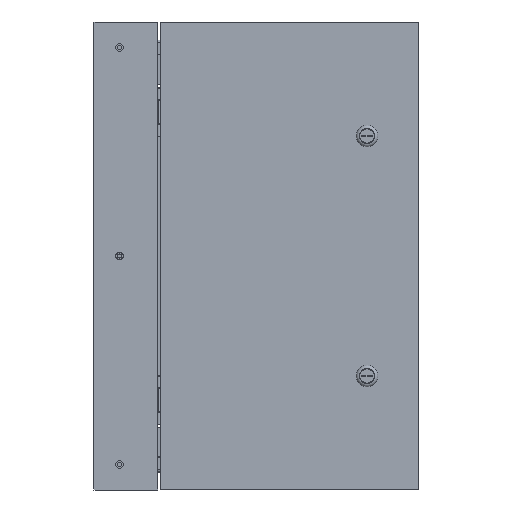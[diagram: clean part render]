
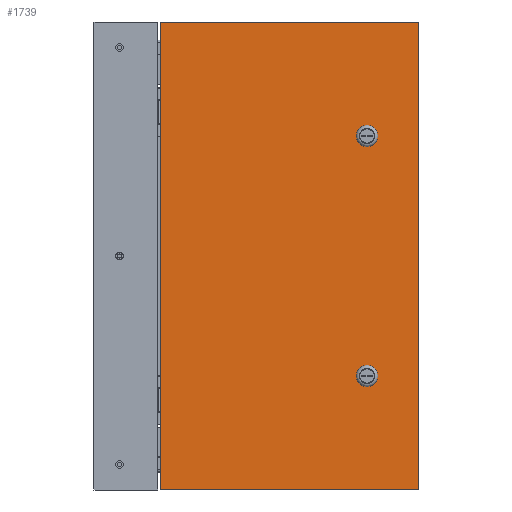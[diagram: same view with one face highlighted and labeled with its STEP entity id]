
A CAD part, front view. The second image highlights one B-rep face of the part: STEP entity #1739.
In plain terms, the highlighted planar face has unit normal (0, -1, 0).
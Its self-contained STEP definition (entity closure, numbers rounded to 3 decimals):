
#1739 = ADVANCED_FACE( '', ( #3509, #3510, #3511 ), #3512, .T. );
#3509 = FACE_BOUND( '', #22744, .T. );
#3510 = FACE_BOUND( '', #22745, .T. );
#3511 = FACE_OUTER_BOUND( '', #22746, .T. );
#3512 = PLANE( '', #22747 );
#22744 = EDGE_LOOP( '', ( #36642, #36643, #36644, #36645 ) );
#22745 = EDGE_LOOP( '', ( #36646, #36647, #36648, #36649 ) );
#22746 = EDGE_LOOP( '', ( #36650, #36651, #36652, #36653 ) );
#22747 = AXIS2_PLACEMENT_3D( '', #36654, #36655, #36656 );
#36642 = ORIENTED_EDGE( '', *, *, #39880, .F. );
#36643 = ORIENTED_EDGE( '', *, *, #39130, .F. );
#36644 = ORIENTED_EDGE( '', *, *, #38739, .F. );
#36645 = ORIENTED_EDGE( '', *, *, #39881, .F. );
#36646 = ORIENTED_EDGE( '', *, *, #39000, .F. );
#36647 = ORIENTED_EDGE( '', *, *, #39265, .F. );
#36648 = ORIENTED_EDGE( '', *, *, #38320, .F. );
#36649 = ORIENTED_EDGE( '', *, *, #38417, .F. );
#36650 = ORIENTED_EDGE( '', *, *, #39622, .T. );
#36651 = ORIENTED_EDGE( '', *, *, #39676, .T. );
#36652 = ORIENTED_EDGE( '', *, *, #39882, .T. );
#36653 = ORIENTED_EDGE( '', *, *, #39234, .T. );
#36654 = CARTESIAN_POINT( '', ( 0., 0., 0. ) );
#36655 = DIRECTION( '', ( 0., -1., 0. ) );
#36656 = DIRECTION( '', ( 0., 0., -1. ) );
#38320 = EDGE_CURVE( '', #40262, #40264, #40265, .T. );
#38417 = EDGE_CURVE( '', #40437, #40262, #40439, .T. );
#38739 = EDGE_CURVE( '', #41004, #41006, #41007, .T. );
#39000 = EDGE_CURVE( '', #41428, #40437, #41430, .T. );
#39130 = EDGE_CURVE( '', #41006, #41634, #41635, .T. );
#39234 = EDGE_CURVE( '', #41798, #41799, #41800, .T. );
#39265 = EDGE_CURVE( '', #40264, #41428, #41845, .T. );
#39622 = EDGE_CURVE( '', #41799, #42339, #42340, .T. );
#39676 = EDGE_CURVE( '', #42339, #42410, #42411, .T. );
#39880 = EDGE_CURVE( '', #41634, #42667, #42668, .T. );
#39881 = EDGE_CURVE( '', #42667, #41004, #42669, .T. );
#39882 = EDGE_CURVE( '', #42410, #41798, #42670, .T. );
#40262 = VERTEX_POINT( '', #43105 );
#40264 = VERTEX_POINT( '', #43108 );
#40265 = CIRCLE( '', #43109, 9.716 );
#40437 = VERTEX_POINT( '', #43592 );
#40439 = LINE( '', #43595, #43596 );
#41004 = VERTEX_POINT( '', #44749 );
#41006 = VERTEX_POINT( '', #44752 );
#41007 = CIRCLE( '', #44753, 9.716 );
#41428 = VERTEX_POINT( '', #45570 );
#41430 = CIRCLE( '', #45573, 9.716 );
#41634 = VERTEX_POINT( '', #46097 );
#41635 = LINE( '', #46098, #46099 );
#41798 = VERTEX_POINT( '', #46406 );
#41799 = VERTEX_POINT( '', #46407 );
#41800 = LINE( '', #46408, #46409 );
#41845 = LINE( '', #46525, #46526 );
#42339 = VERTEX_POINT( '', #47713 );
#42340 = LINE( '', #47714, #47715 );
#42410 = VERTEX_POINT( '', #47851 );
#42411 = LINE( '', #47852, #47853 );
#42667 = VERTEX_POINT( '', #48481 );
#42668 = CIRCLE( '', #48482, 9.716 );
#42669 = LINE( '', #48483, #48484 );
#42670 = LINE( '', #48485, #48486 );
#43105 = CARTESIAN_POINT( '', ( 74.422, 0., -132.322 ) );
#43108 = CARTESIAN_POINT( '', ( 90.678, 0., -132.322 ) );
#43109 = AXIS2_PLACEMENT_3D( '', #49435, #49436, #49437 );
#43592 = CARTESIAN_POINT( '', ( 74.422, 0., -121.678 ) );
#43595 = CARTESIAN_POINT( '', ( 74.422, 0., -121.678 ) );
#43596 = VECTOR( '', #49524, 1000. );
#44749 = CARTESIAN_POINT( '', ( 74.422, 0., 121.678 ) );
#44752 = CARTESIAN_POINT( '', ( 90.678, 0., 121.678 ) );
#44753 = AXIS2_PLACEMENT_3D( '', #49907, #49908, #49909 );
#45570 = CARTESIAN_POINT( '', ( 90.678, 0., -121.678 ) );
#45573 = AXIS2_PLACEMENT_3D( '', #50175, #50176, #50177 );
#46097 = CARTESIAN_POINT( '', ( 90.678, 0., 132.322 ) );
#46098 = CARTESIAN_POINT( '', ( 90.678, 0., 132.322 ) );
#46099 = VECTOR( '', #50320, 1000. );
#46406 = CARTESIAN_POINT( '', ( 136.525, 0., 247.65 ) );
#46407 = CARTESIAN_POINT( '', ( -136.525, 0., 247.65 ) );
#46408 = CARTESIAN_POINT( '', ( 136.525, 0., 247.65 ) );
#46409 = VECTOR( '', #50438, 1000. );
#46525 = CARTESIAN_POINT( '', ( 90.678, 0., -121.678 ) );
#46526 = VECTOR( '', #50463, 1000. );
#47713 = CARTESIAN_POINT( '', ( -136.525, 0., -247.65 ) );
#47714 = CARTESIAN_POINT( '', ( -136.525, 0., 247.65 ) );
#47715 = VECTOR( '', #50760, 1000. );
#47851 = CARTESIAN_POINT( '', ( 136.525, 0., -247.65 ) );
#47852 = CARTESIAN_POINT( '', ( -136.525, 0., -247.65 ) );
#47853 = VECTOR( '', #50814, 1000. );
#48481 = CARTESIAN_POINT( '', ( 74.422, 0., 132.322 ) );
#48482 = AXIS2_PLACEMENT_3D( '', #50973, #50974, #50975 );
#48483 = CARTESIAN_POINT( '', ( 74.422, 0., 132.322 ) );
#48484 = VECTOR( '', #50976, 1000. );
#48485 = CARTESIAN_POINT( '', ( 136.525, 0., -247.65 ) );
#48486 = VECTOR( '', #50977, 1000. );
#49435 = CARTESIAN_POINT( '', ( 82.55, 0., -127. ) );
#49436 = DIRECTION( '', ( 0., -1., 0. ) );
#49437 = DIRECTION( '', ( 1., 0., 0. ) );
#49524 = DIRECTION( '', ( 0., 0., -1. ) );
#49907 = CARTESIAN_POINT( '', ( 82.55, 0., 127. ) );
#49908 = DIRECTION( '', ( 0., -1., 0. ) );
#49909 = DIRECTION( '', ( 1., 0., 0. ) );
#50175 = CARTESIAN_POINT( '', ( 82.55, 0., -127. ) );
#50176 = DIRECTION( '', ( 0., -1., 0. ) );
#50177 = DIRECTION( '', ( 1., 0., 0. ) );
#50320 = DIRECTION( '', ( 0., 0., 1. ) );
#50438 = DIRECTION( '', ( -1., 0., 0. ) );
#50463 = DIRECTION( '', ( 0., 0., 1. ) );
#50760 = DIRECTION( '', ( 0., 0., -1. ) );
#50814 = DIRECTION( '', ( 1., 0., 0. ) );
#50973 = CARTESIAN_POINT( '', ( 82.55, 0., 127. ) );
#50974 = DIRECTION( '', ( 0., -1., 0. ) );
#50975 = DIRECTION( '', ( 1., 0., 0. ) );
#50976 = DIRECTION( '', ( 0., 0., -1. ) );
#50977 = DIRECTION( '', ( 0., 0., 1. ) );
